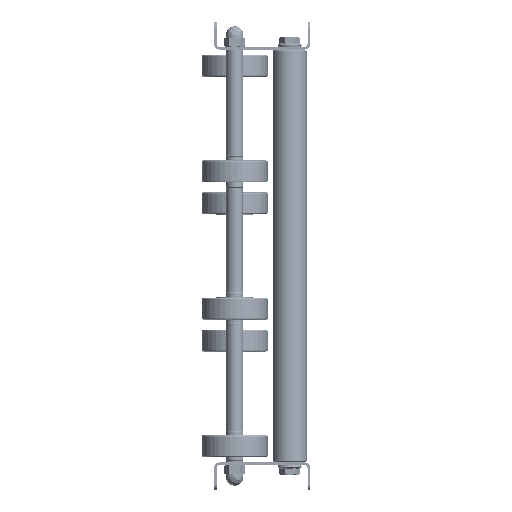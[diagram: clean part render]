
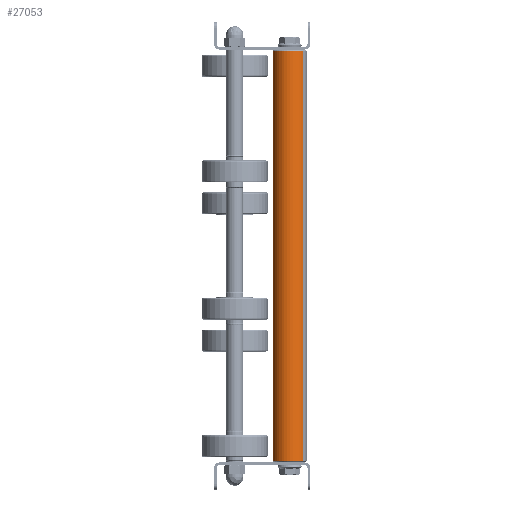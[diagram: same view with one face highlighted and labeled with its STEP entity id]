
A CAD part, left-side view. The second image highlights one B-rep face of the part: STEP entity #27053.
In plain terms, the highlighted cylindrical face has radius 12.5 mm (diameter 25 mm), a partial arc.
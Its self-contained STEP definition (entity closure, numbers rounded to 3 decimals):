
#54 = CARTESIAN_POINT ( 'NONE',  ( 1., 0., -12.5 ) ) ;
#63 = EDGE_CURVE ( 'NONE', #8820, #40743, #568, .T. ) ;
#568 = CIRCLE ( 'NONE', #30195, 12.5 ) ;
#1963 = CYLINDRICAL_SURFACE ( 'NONE', #35556, 12.5 ) ;
#2754 = CARTESIAN_POINT ( 'NONE',  ( 300., 0., -12.5 ) ) ;
#3551 = DIRECTION ( 'NONE',  ( 0., 0., -1. ) ) ;
#4042 = ORIENTED_EDGE ( 'NONE', *, *, #29027, .T. ) ;
#4579 = AXIS2_PLACEMENT_3D ( 'NONE', #29434, #32866, #3551 ) ;
#7497 = VERTEX_POINT ( 'NONE', #11181 ) ;
#8411 = DIRECTION ( 'NONE',  ( -1., 0., 0. ) ) ;
#8820 = VERTEX_POINT ( 'NONE', #31034 ) ;
#9209 = DIRECTION ( 'NONE',  ( -1., 0., 0. ) ) ;
#10102 = DIRECTION ( 'NONE',  ( 0., 0., -1. ) ) ;
#10171 = DIRECTION ( 'NONE',  ( -1., 0., 0. ) ) ;
#11181 = CARTESIAN_POINT ( 'NONE',  ( 299., 0., 12.5 ) ) ;
#12156 = CIRCLE ( 'NONE', #4579, 12.5 ) ;
#14449 = ORIENTED_EDGE ( 'NONE', *, *, #14563, .T. ) ;
#14563 = EDGE_CURVE ( 'NONE', #7497, #8820, #38494, .T. ) ;
#15565 = EDGE_CURVE ( 'NONE', #32455, #40743, #35736, .T. ) ;
#16152 = DIRECTION ( 'NONE',  ( 1., 0., 0. ) ) ;
#18857 = CARTESIAN_POINT ( 'NONE',  ( 300., 0., 12.5 ) ) ;
#19409 = ORIENTED_EDGE ( 'NONE', *, *, #15565, .F. ) ;
#20358 = VECTOR ( 'NONE', #10171, 1000. ) ;
#27053 = ADVANCED_FACE ( 'NONE', ( #41849 ), #1963, .T. ) ;
#29022 = ORIENTED_EDGE ( 'NONE', *, *, #63, .T. ) ;
#29027 = EDGE_CURVE ( 'NONE', #32455, #7497, #12156, .T. ) ;
#29434 = CARTESIAN_POINT ( 'NONE',  ( 299., 0., 0. ) ) ;
#29662 = CARTESIAN_POINT ( 'NONE',  ( 299., 0., -12.5 ) ) ;
#30195 = AXIS2_PLACEMENT_3D ( 'NONE', #32539, #16152, #10102 ) ;
#30321 = EDGE_LOOP ( 'NONE', ( #19409, #4042, #14449, #29022 ) ) ;
#31034 = CARTESIAN_POINT ( 'NONE',  ( 1., 0., 12.5 ) ) ;
#31717 = CARTESIAN_POINT ( 'NONE',  ( 300., 0., 0. ) ) ;
#32455 = VERTEX_POINT ( 'NONE', #29662 ) ;
#32539 = CARTESIAN_POINT ( 'NONE',  ( 1., 0., 0. ) ) ;
#32866 = DIRECTION ( 'NONE',  ( -1., 0., 0. ) ) ;
#34193 = VECTOR ( 'NONE', #9209, 1000. ) ;
#35164 = DIRECTION ( 'NONE',  ( 0., 0., 1. ) ) ;
#35556 = AXIS2_PLACEMENT_3D ( 'NONE', #31717, #8411, #35164 ) ;
#35736 = LINE ( 'NONE', #2754, #34193 ) ;
#38494 = LINE ( 'NONE', #18857, #20358 ) ;
#40743 = VERTEX_POINT ( 'NONE', #54 ) ;
#41849 = FACE_OUTER_BOUND ( 'NONE', #30321, .T. ) ;
